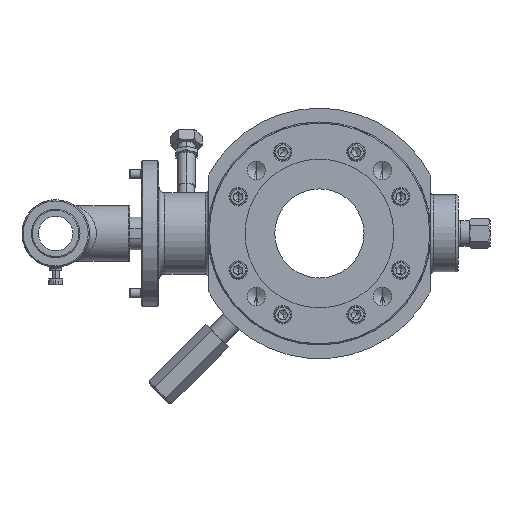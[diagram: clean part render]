
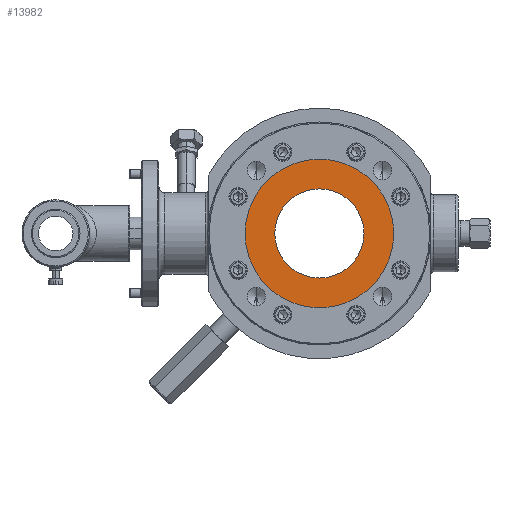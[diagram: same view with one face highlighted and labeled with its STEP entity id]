
A CAD part, left-side view. The second image highlights one B-rep face of the part: STEP entity #13982.
In plain terms, the highlighted planar face has unit normal (-1, 0, 0).
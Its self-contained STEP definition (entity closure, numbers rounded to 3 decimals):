
#1 = CARTESIAN_POINT ( 'NONE',  ( -101.5, 0., 0. ) ) ;
#101 = DIRECTION ( 'NONE',  ( 1., 0., 0. ) ) ;
#160 = CARTESIAN_POINT ( 'NONE',  ( -101.5, 0., -38.1 ) ) ;
#233 = CARTESIAN_POINT ( 'NONE',  ( -101.5, 0., 0. ) ) ;
#1730 = DIRECTION ( 'NONE',  ( -1., 0., 0. ) ) ;
#2570 = CIRCLE ( 'NONE', #9050, 38.1 ) ;
#3518 = ORIENTED_EDGE ( 'NONE', *, *, #6449, .F. ) ;
#3532 = DIRECTION ( 'NONE',  ( 0., 0., -1. ) ) ;
#3546 = VERTEX_POINT ( 'NONE', #21099 ) ;
#4409 = PLANE ( 'NONE',  #15035 ) ;
#5238 = CARTESIAN_POINT ( 'NONE',  ( -101.5, 0., 0. ) ) ;
#5493 = CARTESIAN_POINT ( 'NONE',  ( -101.5, 0., -63.5 ) ) ;
#5564 = EDGE_CURVE ( 'NONE', #10502, #3546, #21016, .T. ) ;
#6435 = DIRECTION ( 'NONE',  ( 0., 0., -1. ) ) ;
#6449 = EDGE_CURVE ( 'NONE', #11880, #14307, #19676, .T. ) ;
#6481 = CIRCLE ( 'NONE', #7168, 63.5 ) ;
#6492 = CARTESIAN_POINT ( 'NONE',  ( -101.5, 0., 0. ) ) ;
#6742 = EDGE_LOOP ( 'NONE', ( #18365, #20822 ) ) ;
#6754 = ORIENTED_EDGE ( 'NONE', *, *, #19644, .F. ) ;
#7168 = AXIS2_PLACEMENT_3D ( 'NONE', #5238, #101, #15094 ) ;
#7887 = DIRECTION ( 'NONE',  ( 1., 0., 0. ) ) ;
#9050 = AXIS2_PLACEMENT_3D ( 'NONE', #233, #7887, #9980 ) ;
#9332 = EDGE_CURVE ( 'NONE', #3546, #10502, #2570, .T. ) ;
#9980 = DIRECTION ( 'NONE',  ( 0., 0., -1. ) ) ;
#10502 = VERTEX_POINT ( 'NONE', #160 ) ;
#11616 = DIRECTION ( 'NONE',  ( 0., 0., -1. ) ) ;
#11776 = AXIS2_PLACEMENT_3D ( 'NONE', #1, #16277, #6435 ) ;
#11880 = VERTEX_POINT ( 'NONE', #5493 ) ;
#12654 = FACE_OUTER_BOUND ( 'NONE', #17236, .T. ) ;
#12854 = AXIS2_PLACEMENT_3D ( 'NONE', #6492, #17942, #11616 ) ;
#13982 = ADVANCED_FACE ( 'NONE', ( #12654, #19077 ), #4409, .T. ) ;
#14242 = CARTESIAN_POINT ( 'NONE',  ( -101.5, 0., 63.5 ) ) ;
#14307 = VERTEX_POINT ( 'NONE', #14242 ) ;
#14990 = CARTESIAN_POINT ( 'NONE',  ( -101.5, 0., 0. ) ) ;
#15035 = AXIS2_PLACEMENT_3D ( 'NONE', #14990, #1730, #3532 ) ;
#15094 = DIRECTION ( 'NONE',  ( 0., 0., -1. ) ) ;
#16277 = DIRECTION ( 'NONE',  ( 1., 0., 0. ) ) ;
#17236 = EDGE_LOOP ( 'NONE', ( #6754, #3518 ) ) ;
#17942 = DIRECTION ( 'NONE',  ( 1., 0., 0. ) ) ;
#18365 = ORIENTED_EDGE ( 'NONE', *, *, #9332, .T. ) ;
#19077 = FACE_BOUND ( 'NONE', #6742, .T. ) ;
#19644 = EDGE_CURVE ( 'NONE', #14307, #11880, #6481, .T. ) ;
#19676 = CIRCLE ( 'NONE', #12854, 63.5 ) ;
#20822 = ORIENTED_EDGE ( 'NONE', *, *, #5564, .T. ) ;
#21016 = CIRCLE ( 'NONE', #11776, 38.1 ) ;
#21099 = CARTESIAN_POINT ( 'NONE',  ( -101.5, 0., 38.1 ) ) ;
